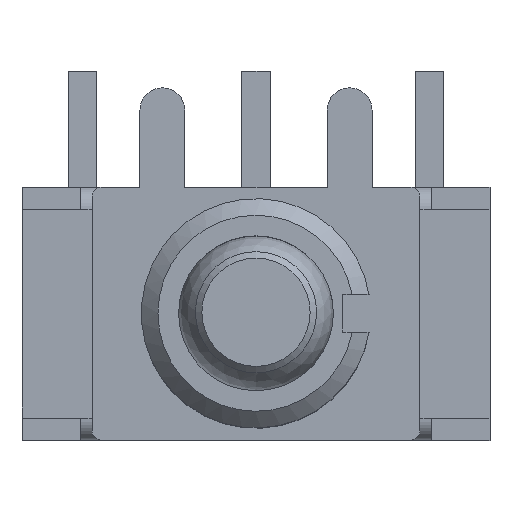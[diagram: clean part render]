
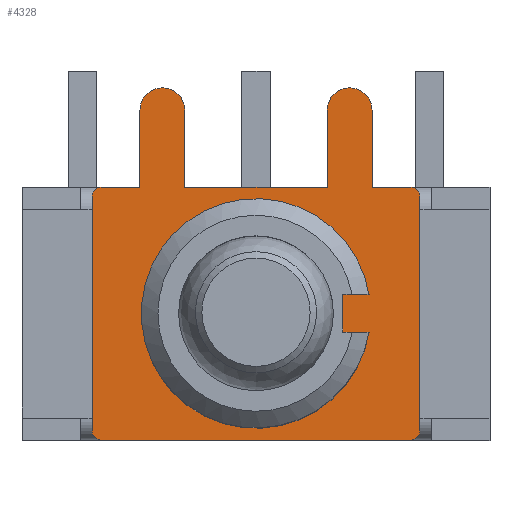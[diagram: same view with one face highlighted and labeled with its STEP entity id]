
A CAD part, top view. The second image highlights one B-rep face of the part: STEP entity #4328.
In plain terms, the highlighted planar face has unit normal (0, 0, 1).
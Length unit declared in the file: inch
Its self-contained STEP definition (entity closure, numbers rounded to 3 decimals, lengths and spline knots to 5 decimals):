
#51=FACE_BOUND('',#1738,.T.);
#261=PLANE('',#4717);
#298=LINE('',#6056,#784);
#301=LINE('',#6064,#787);
#303=LINE('',#6078,#789);
#686=LINE('',#7025,#1172);
#687=LINE('',#7028,#1173);
#691=LINE('',#7040,#1177);
#694=LINE('',#7046,#1180);
#697=LINE('',#7052,#1183);
#701=LINE('',#7064,#1187);
#708=LINE('',#7077,#1194);
#711=LINE('',#7088,#1197);
#715=LINE('',#7100,#1201);
#718=LINE('',#7109,#1204);
#784=VECTOR('',#4815,0.3937);
#787=VECTOR('',#4820,0.3937);
#789=VECTOR('',#4832,0.3937);
#1172=VECTOR('',#5757,0.3937);
#1173=VECTOR('',#5760,0.3937);
#1177=VECTOR('',#5772,0.3937);
#1180=VECTOR('',#5777,0.3937);
#1183=VECTOR('',#5782,0.3937);
#1187=VECTOR('',#5794,0.3937);
#1194=VECTOR('',#5803,0.3937);
#1197=VECTOR('',#5814,0.3937);
#1201=VECTOR('',#5826,0.3937);
#1204=VECTOR('',#5837,0.3937);
#1478=FACE_OUTER_BOUND('',#1737,.T.);
#1737=EDGE_LOOP('',(#3914,#3915,#3916,#3917,#3918,#3919,#3920,#3921,#3922,
#3923,#3924,#3925,#3926,#3927,#3928,#3929));
#1738=EDGE_LOOP('',(#3930,#3931,#3932,#3933));
#1787=CIRCLE('',#4410,0.12244);
#1853=CIRCLE('',#4691,0.02402);
#1855=CIRCLE('',#4697,0.02402);
#1857=CIRCLE('',#4702,0.00984);
#1859=CIRCLE('',#4706,0.00984);
#1861=CIRCLE('',#4710,0.00984);
#1863=CIRCLE('',#4714,0.00984);
#1890=VERTEX_POINT('',#6044);
#1891=VERTEX_POINT('',#6046);
#1894=VERTEX_POINT('',#6053);
#1895=VERTEX_POINT('',#6055);
#2191=VERTEX_POINT('',#7019);
#2193=VERTEX_POINT('',#7023);
#2194=VERTEX_POINT('',#7027);
#2196=VERTEX_POINT('',#7033);
#2198=VERTEX_POINT('',#7039);
#2200=VERTEX_POINT('',#7045);
#2202=VERTEX_POINT('',#7051);
#2204=VERTEX_POINT('',#7057);
#2206=VERTEX_POINT('',#7063);
#2209=VERTEX_POINT('',#7070);
#2211=VERTEX_POINT('',#7075);
#2212=VERTEX_POINT('',#7079);
#2214=VERTEX_POINT('',#7085);
#2216=VERTEX_POINT('',#7091);
#2218=VERTEX_POINT('',#7097);
#2220=VERTEX_POINT('',#7106);
#2270=EDGE_CURVE('',#1890,#1891,#1787,.T.);
#2274=EDGE_CURVE('',#1894,#1895,#298,.T.);
#2278=EDGE_CURVE('',#1895,#1890,#301,.T.);
#2284=EDGE_CURVE('',#1891,#1894,#303,.T.);
#2753=EDGE_CURVE('',#2193,#2191,#686,.T.);
#2754=EDGE_CURVE('',#2194,#2193,#687,.T.);
#2757=EDGE_CURVE('',#2196,#2194,#1853,.T.);
#2760=EDGE_CURVE('',#2198,#2196,#691,.T.);
#2763=EDGE_CURVE('',#2200,#2198,#694,.T.);
#2766=EDGE_CURVE('',#2202,#2200,#697,.T.);
#2769=EDGE_CURVE('',#2204,#2202,#1855,.T.);
#2772=EDGE_CURVE('',#2206,#2204,#701,.T.);
#2779=EDGE_CURVE('',#2211,#2209,#708,.T.);
#2780=EDGE_CURVE('',#2212,#2211,#1857,.T.);
#2784=EDGE_CURVE('',#2214,#2212,#711,.T.);
#2786=EDGE_CURVE('',#2216,#2214,#1859,.T.);
#2790=EDGE_CURVE('',#2218,#2206,#715,.T.);
#2792=EDGE_CURVE('',#2209,#2218,#1861,.T.);
#2795=EDGE_CURVE('',#2220,#2216,#718,.T.);
#2798=EDGE_CURVE('',#2191,#2220,#1863,.T.);
#3914=ORIENTED_EDGE('',*,*,#2798,.F.);
#3915=ORIENTED_EDGE('',*,*,#2753,.F.);
#3916=ORIENTED_EDGE('',*,*,#2754,.F.);
#3917=ORIENTED_EDGE('',*,*,#2757,.F.);
#3918=ORIENTED_EDGE('',*,*,#2760,.F.);
#3919=ORIENTED_EDGE('',*,*,#2763,.F.);
#3920=ORIENTED_EDGE('',*,*,#2766,.F.);
#3921=ORIENTED_EDGE('',*,*,#2769,.F.);
#3922=ORIENTED_EDGE('',*,*,#2772,.F.);
#3923=ORIENTED_EDGE('',*,*,#2790,.F.);
#3924=ORIENTED_EDGE('',*,*,#2792,.F.);
#3925=ORIENTED_EDGE('',*,*,#2779,.F.);
#3926=ORIENTED_EDGE('',*,*,#2780,.F.);
#3927=ORIENTED_EDGE('',*,*,#2784,.F.);
#3928=ORIENTED_EDGE('',*,*,#2786,.F.);
#3929=ORIENTED_EDGE('',*,*,#2795,.F.);
#3930=ORIENTED_EDGE('',*,*,#2278,.F.);
#3931=ORIENTED_EDGE('',*,*,#2274,.F.);
#3932=ORIENTED_EDGE('',*,*,#2284,.F.);
#3933=ORIENTED_EDGE('',*,*,#2270,.F.);
#4328=ADVANCED_FACE('',(#1478,#51),#261,.T.);
#4410=AXIS2_PLACEMENT_3D('',#6047,#4808,#4809);
#4691=AXIS2_PLACEMENT_3D('',#7034,#5765,#5766);
#4697=AXIS2_PLACEMENT_3D('',#7058,#5787,#5788);
#4702=AXIS2_PLACEMENT_3D('',#7080,#5806,#5807);
#4706=AXIS2_PLACEMENT_3D('',#7092,#5818,#5819);
#4710=AXIS2_PLACEMENT_3D('',#7103,#5830,#5831);
#4714=AXIS2_PLACEMENT_3D('',#7113,#5842,#5843);
#4717=AXIS2_PLACEMENT_3D('',#7116,#5848,#5849);
#4808=DIRECTION('center_axis',(0.,0.,
1.));
#4809=DIRECTION('ref_axis',(0.986,0.164,0.));
#4815=DIRECTION('',(0.,1.,0.));
#4820=DIRECTION('',(1.,0.,0.));
#4832=DIRECTION('',(-1.,0.,0.));
#5757=DIRECTION('',(1.,0.,0.));
#5760=DIRECTION('',(0.,-1.,0.));
#5765=DIRECTION('center_axis',(0.,0.,
-1.));
#5766=DIRECTION('ref_axis',(1.,0.,0.));
#5772=DIRECTION('',(0.,1.,0.));
#5777=DIRECTION('',(1.,0.,0.));
#5782=DIRECTION('',(0.,-1.,0.));
#5787=DIRECTION('center_axis',(0.,0.,
-1.));
#5788=DIRECTION('ref_axis',(1.,0.,0.));
#5794=DIRECTION('',(0.,1.,0.));
#5803=DIRECTION('',(0.,1.,0.));
#5806=DIRECTION('center_axis',(0.,0.,
-1.));
#5807=DIRECTION('ref_axis',(-0.707,-0.707,0.));
#5814=DIRECTION('',(-1.,0.,0.));
#5818=DIRECTION('center_axis',(0.,0.,
-1.));
#5819=DIRECTION('ref_axis',(0.707,-0.707,0.));
#5826=DIRECTION('',(1.,0.,0.));
#5830=DIRECTION('center_axis',(0.,0.,
-1.));
#5831=DIRECTION('ref_axis',(-0.707,0.707,0.));
#5837=DIRECTION('',(0.,-1.,0.));
#5842=DIRECTION('center_axis',(0.,0.,
-1.));
#5843=DIRECTION('ref_axis',(0.707,0.707,0.));
#5848=DIRECTION('center_axis',(0.,0.,
1.));
#5849=DIRECTION('ref_axis',(0.,-1.,0.));
#6044=CARTESIAN_POINT('',(0.12078,0.02008,0.36969));
#6046=CARTESIAN_POINT('',(0.12078,-0.02008,0.36969));
#6047=CARTESIAN_POINT('Origin',(0.,0.,
0.36969));
#6053=CARTESIAN_POINT('',(0.09283,-0.02008,0.36969));
#6055=CARTESIAN_POINT('',(0.09283,0.02008,0.36969));
#6056=CARTESIAN_POINT('',(0.09283,-0.02008,0.36969));
#6064=CARTESIAN_POINT('',(0.09283,0.02008,0.36969));
#6078=CARTESIAN_POINT('',(0.12078,-0.02008,0.36969));
#7019=CARTESIAN_POINT('',(0.16535,0.13504,0.36969));
#7023=CARTESIAN_POINT('',(0.12402,0.13504,0.36969));
#7025=CARTESIAN_POINT('',(0.1752,0.13504,0.36969));
#7027=CARTESIAN_POINT('',(0.12402,0.21732,0.36969));
#7028=CARTESIAN_POINT('',(0.12402,0.13504,0.36969));
#7033=CARTESIAN_POINT('',(0.07598,0.21732,0.36969));
#7034=CARTESIAN_POINT('Origin',(0.1,0.21732,0.36969));
#7039=CARTESIAN_POINT('',(0.07598,0.13504,0.36969));
#7040=CARTESIAN_POINT('',(0.07598,0.21732,0.36969));
#7045=CARTESIAN_POINT('',(-0.07598,0.13504,0.36969));
#7046=CARTESIAN_POINT('',(0.07598,0.13504,0.36969));
#7051=CARTESIAN_POINT('',(-0.07598,0.21732,0.36969));
#7052=CARTESIAN_POINT('',(-0.07598,0.13504,0.36969));
#7057=CARTESIAN_POINT('',(-0.12402,0.21732,0.36969));
#7058=CARTESIAN_POINT('Origin',(-0.1,0.21732,0.36969));
#7063=CARTESIAN_POINT('',(-0.12402,0.13504,0.36969));
#7064=CARTESIAN_POINT('',(-0.12402,0.21732,0.36969));
#7070=CARTESIAN_POINT('',(-0.1752,0.1252,0.36969));
#7075=CARTESIAN_POINT('',(-0.1752,-0.1252,0.36969));
#7077=CARTESIAN_POINT('',(-0.1752,0.13504,0.36969));
#7079=CARTESIAN_POINT('',(-0.16535,-0.13504,0.36969));
#7080=CARTESIAN_POINT('Origin',(-0.16535,-0.1252,0.36969));
#7085=CARTESIAN_POINT('',(0.16535,-0.13504,0.36969));
#7088=CARTESIAN_POINT('',(-0.1752,-0.13504,0.36969));
#7091=CARTESIAN_POINT('',(0.1752,-0.1252,0.36969));
#7092=CARTESIAN_POINT('Origin',(0.16535,-0.1252,0.36969));
#7097=CARTESIAN_POINT('',(-0.16535,0.13504,0.36969));
#7100=CARTESIAN_POINT('',(-0.12402,0.13504,0.36969));
#7103=CARTESIAN_POINT('Origin',(-0.16535,0.1252,0.36969));
#7106=CARTESIAN_POINT('',(0.1752,0.1252,0.36969));
#7109=CARTESIAN_POINT('',(0.1752,-0.13504,0.36969));
#7113=CARTESIAN_POINT('Origin',(0.16535,0.1252,0.36969));
#7116=CARTESIAN_POINT('Origin',(0.,0.04916,
0.36969));
